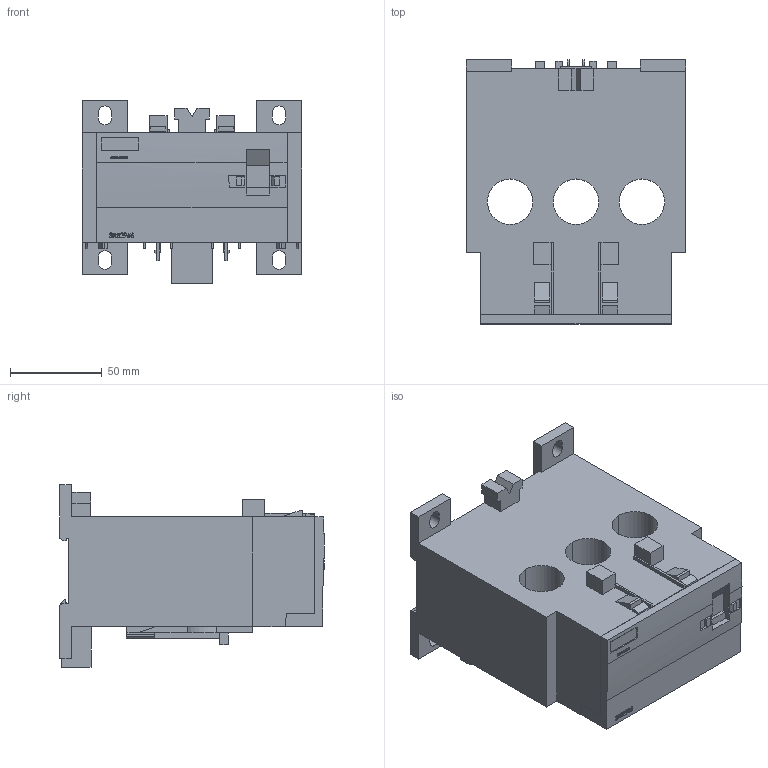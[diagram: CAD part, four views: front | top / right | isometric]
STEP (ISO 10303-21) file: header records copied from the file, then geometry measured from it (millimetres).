
FILE_DESCRIPTION (( 'STEP AP214' ), '1' );
FILE_NAME ('3RB2956_2TG2.STEP', '2007-01-09T14:15:06', ( 'Günter Reindl' ), ( 'Siemens and Partners' ), 'SwSTEP 2.0', 'SolidWorks 2007', '' );
FILE_SCHEMA (( 'AUTOMOTIVE_DESIGN' ));
Length unit declared in the file: millimetre
Products named in the file (1): 3RB2956_2TG2
Bounding box: 120 x 144.7 x 99.75 mm (x, y, z)
Volume: 903751.4 mm3; surface area: 90727.1 mm2
Topology: 1 solids, 1 shells, 488 faces, 1339 edges, 890 vertices
Faces by surface type: plane 378, bspline 85, cylinder 25
Entity records: 22058 total; most frequent: CARTESIAN_POINT 7415, ORIENTED_EDGE 2678, DIRECTION 2049, EDGE_CURVE 1339, LINE 1075, VECTOR 1075, VERTEX_POINT 890, EDGE_LOOP 539
